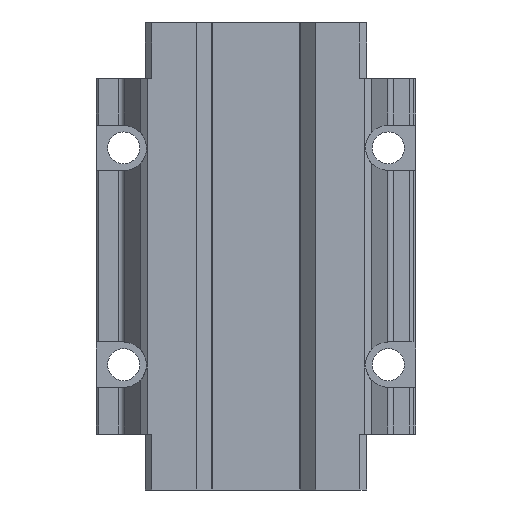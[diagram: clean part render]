
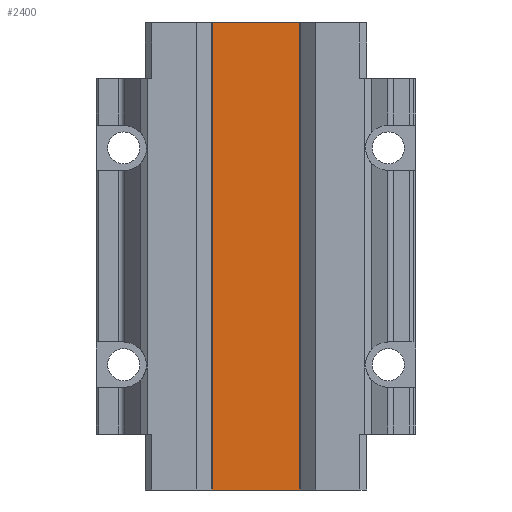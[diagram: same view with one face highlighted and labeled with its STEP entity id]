
A CAD part, front view. The second image highlights one B-rep face of the part: STEP entity #2400.
In plain terms, the highlighted planar face has unit normal (0, -1, 0).
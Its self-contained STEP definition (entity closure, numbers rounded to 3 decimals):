
#2301 = VERTEX_POINT ( 'NONE', #9319 ) ;
#2304 = EDGE_CURVE ( 'NONE', #2664, #2301, #9314, .T. ) ;
#2398 = EDGE_LOOP ( 'NONE', ( #2406, #2411, #2410, #2418 ) ) ;
#2400 = ADVANCED_FACE ( 'NONE', ( #9351 ), #9350, .T. ) ;
#2406 = ORIENTED_EDGE ( 'NONE', *, *, #2304, .T. ) ;
#2410 = ORIENTED_EDGE ( 'NONE', *, *, #2546, .T. ) ;
#2411 = ORIENTED_EDGE ( 'NONE', *, *, #2423, .T. ) ;
#2418 = ORIENTED_EDGE ( 'NONE', *, *, #2656, .T. ) ;
#2423 = EDGE_CURVE ( 'NONE', #2301, #2545, #9337, .T. ) ;
#2521 = VERTEX_POINT ( 'NONE', #9480 ) ;
#2545 = VERTEX_POINT ( 'NONE', #9461 ) ;
#2546 = EDGE_CURVE ( 'NONE', #2545, #2521, #9460, .T. ) ;
#2656 = EDGE_CURVE ( 'NONE', #2521, #2664, #9658, .T. ) ;
#2664 = VERTEX_POINT ( 'NONE', #9704 ) ;
#9311 = DIRECTION ( 'NONE',  ( 1., 0., 0. ) ) ;
#9312 = VECTOR ( 'NONE', #9311, 1000. ) ;
#9313 = CARTESIAN_POINT ( 'NONE',  ( -19.599, 0., -102.4 ) ) ;
#9314 = LINE ( 'NONE', #9313, #9312 ) ;
#9319 = CARTESIAN_POINT ( 'NONE',  ( 19.599, 0., -102.4 ) ) ;
#9334 = DIRECTION ( 'NONE',  ( 0., 0., 1. ) ) ;
#9335 = VECTOR ( 'NONE', #9334, 1000. ) ;
#9336 = CARTESIAN_POINT ( 'NONE',  ( 19.599, 0., -77.9 ) ) ;
#9337 = LINE ( 'NONE', #9336, #9335 ) ;
#9345 = DIRECTION ( 'NONE',  ( 0., 0., -1. ) ) ;
#9347 = DIRECTION ( 'NONE',  ( 0., -1., 0. ) ) ;
#9348 = CARTESIAN_POINT ( 'NONE',  ( -19.599, 0., -77.9 ) ) ;
#9349 = AXIS2_PLACEMENT_3D ( 'NONE', #9348, #9347, #9345 ) ;
#9350 = PLANE ( 'NONE',  #9349 ) ;
#9351 = FACE_OUTER_BOUND ( 'NONE', #2398, .T. ) ;
#9460 = LINE ( 'NONE', #9518, #9517 ) ;
#9461 = CARTESIAN_POINT ( 'NONE',  ( 19.599, 0., 102.4 ) ) ;
#9480 = CARTESIAN_POINT ( 'NONE',  ( -19.599, 0., 102.4 ) ) ;
#9516 = DIRECTION ( 'NONE',  ( -1., 0., 0. ) ) ;
#9517 = VECTOR ( 'NONE', #9516, 1000. ) ;
#9518 = CARTESIAN_POINT ( 'NONE',  ( -19.599, 0., 102.4 ) ) ;
#9655 = DIRECTION ( 'NONE',  ( 0., 0., -1. ) ) ;
#9656 = VECTOR ( 'NONE', #9655, 1000. ) ;
#9657 = CARTESIAN_POINT ( 'NONE',  ( -19.599, 0., -77.9 ) ) ;
#9658 = LINE ( 'NONE', #9657, #9656 ) ;
#9704 = CARTESIAN_POINT ( 'NONE',  ( -19.599, 0., -102.4 ) ) ;
